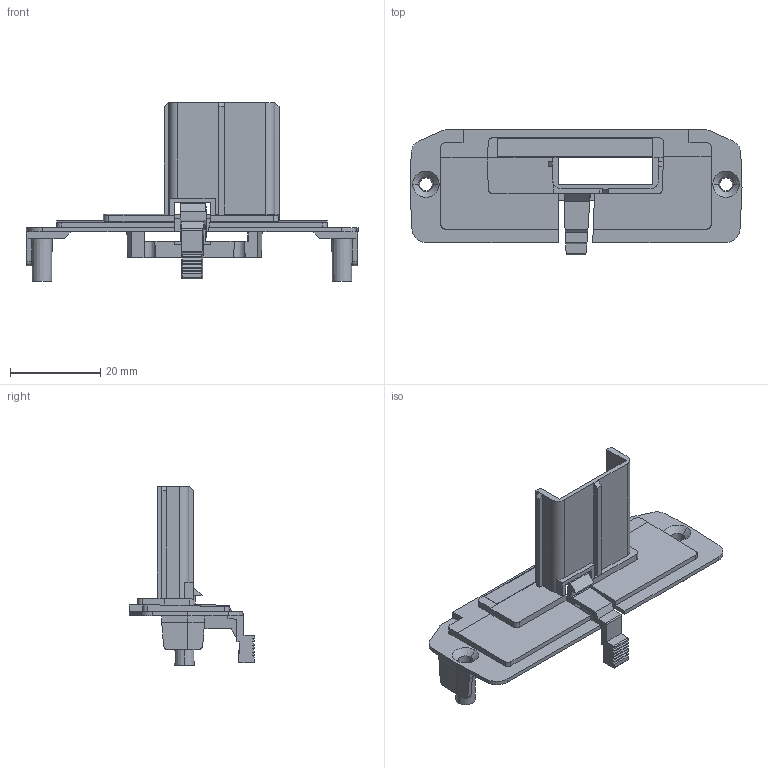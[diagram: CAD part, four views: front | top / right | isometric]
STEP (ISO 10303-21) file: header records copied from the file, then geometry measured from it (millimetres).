
FILE_DESCRIPTION((''),'2;1');
FILE_NAME('','2024-11-10T',(''),(''),'PRO/ENGINEER BY PARAMETRIC TECHNOLOGY CORPORATION, 2003250','PRO/ENGINEER BY PARAMETRIC TECHNOLOGY CORPORATION, 2003250','');
FILE_SCHEMA(('CONFIG_CONTROL_DESIGN'));
Length unit declared in the file: millimetre
Bounding box: 73.46 x 27.77 x 39.6 mm (x, y, z)
Volume: 5254.3 mm3; surface area: 7508.5 mm2
Topology: 1 solids, 1 shells, 225 faces, 647 edges, 419 vertices
Faces by surface type: plane 188, cylinder 23, cone 14
Entity records: 7332 total; most frequent: CARTESIAN_POINT 1408, ORIENTED_EDGE 1294, DIRECTION 1120, EDGE_CURVE 647, VECTOR 562, LINE 562, VERTEX_POINT 419, AXIS2_PLACEMENT_3D 279
